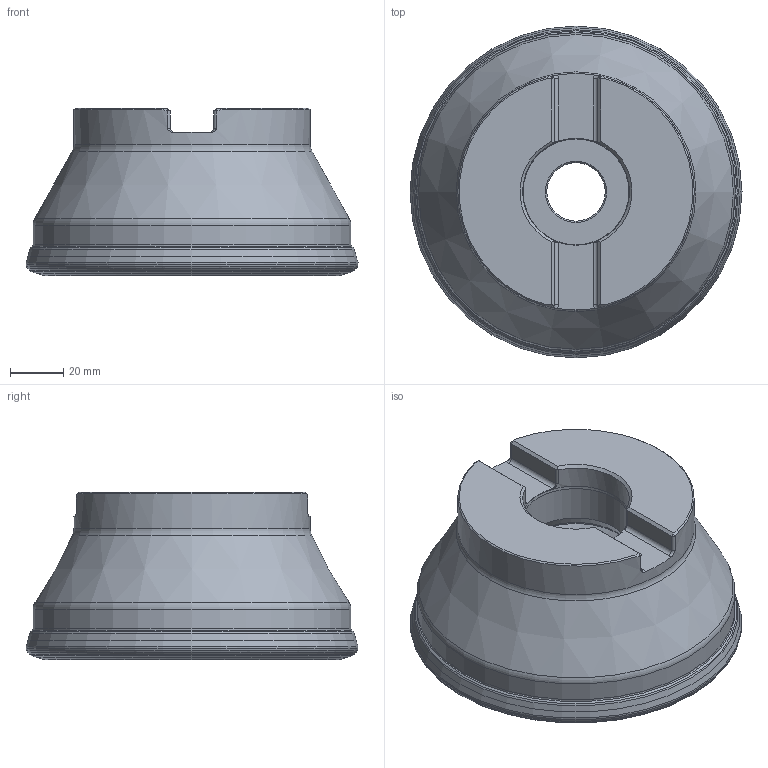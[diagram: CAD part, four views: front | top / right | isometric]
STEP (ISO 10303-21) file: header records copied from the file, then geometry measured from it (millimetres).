
FILE_DESCRIPTION(/* description */ (''),/* implementation_level */ '2;1');
FILE_NAME(/* name */ 'ax_step_export_ax_temp_1.stp',/* time_stamp */ '2019-05-13T16:40:59+02:00',/* author */ (''),/* organization */ (''),/* preprocessor_version */ 'ST-DEVELOPER v15',/* originating_system */ 'SIEMENS PLM Software NX 8.5',/* authorisation */ '');
FILE_SCHEMA (('AUTOMOTIVE_DESIGN { 1 0 10303 214 3 1 1 1 }'));
Length unit declared in the file: millimetre
Products named in the file (1): ax_temp_1
Bounding box: 124.94 x 124.88 x 63 mm (x, y, z)
Volume: 473112.8 mm3; surface area: 59445.7 mm2
Topology: 2 solids, 2 shells, 100 faces, 237 edges, 135 vertices
Faces by surface type: revolution 28, cylinder 20, plane 18, cone 17, torus 17
Full cylindrical faces by diameter (mm): 22 x1, 40.008 x1, 40.2 x1, 56.1 x1, 89 x1, 119.641 x1
Entity records: 3366 total; most frequent: CARTESIAN_POINT 805, DIRECTION 424, ORIENTED_EDGE 342, AXIS2_PLACEMENT_3D 176, EDGE_CURVE 171, EDGE_LOOP 154, VERTEX_POINT 125, FACE_BOUND 108
